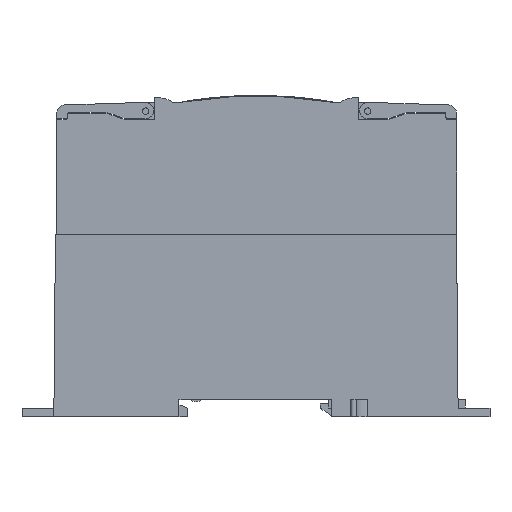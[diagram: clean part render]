
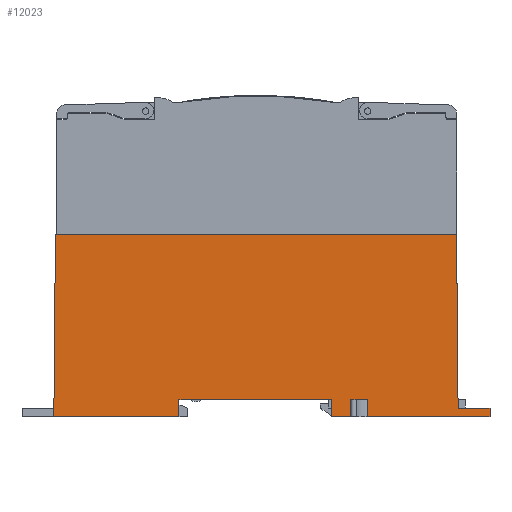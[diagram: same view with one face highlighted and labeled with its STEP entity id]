
A CAD part, left-side view. The second image highlights one B-rep face of the part: STEP entity #12023.
In plain terms, the highlighted planar face has unit normal (-1, 0, 0).
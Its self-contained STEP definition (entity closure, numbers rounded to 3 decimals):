
#147 = EDGE_CURVE ( 'NONE', #20207, #11215, #17363, .T. ) ;
#165 = VECTOR ( 'NONE', #3849, 1000. ) ;
#771 = DIRECTION ( 'NONE',  ( 0., 0., -1. ) ) ;
#1067 = EDGE_LOOP ( 'NONE', ( #26096, #1220, #18269, #40375, #47568, #45628, #46162, #9798, #19943, #51560, #19792, #38453, #4071, #19042 ) ) ;
#1220 = ORIENTED_EDGE ( 'NONE', *, *, #12545, .F. ) ;
#1257 = CARTESIAN_POINT ( 'NONE',  ( 0., 0., -38.8 ) ) ;
#1410 = VECTOR ( 'NONE', #31254, 1000. ) ;
#1892 = VERTEX_POINT ( 'NONE', #26686 ) ;
#2449 = CARTESIAN_POINT ( 'NONE',  ( 0., 0.357, 0. ) ) ;
#3532 = LINE ( 'NONE', #17220, #46893 ) ;
#3556 = VECTOR ( 'NONE', #29347, 1000. ) ;
#3849 = DIRECTION ( 'NONE',  ( 0., -1., 0. ) ) ;
#4071 = ORIENTED_EDGE ( 'NONE', *, *, #4291, .F. ) ;
#4291 = EDGE_CURVE ( 'NONE', #8093, #20207, #3532, .T. ) ;
#5649 = LINE ( 'NONE', #48400, #49016 ) ;
#7493 = CARTESIAN_POINT ( 'NONE',  ( 0., 65.6, -42.8 ) ) ;
#7840 = EDGE_CURVE ( 'NONE', #11215, #11214, #27338, .T. ) ;
#7848 = CARTESIAN_POINT ( 'NONE',  ( 0., 0., -40.9 ) ) ;
#8093 = VERTEX_POINT ( 'NONE', #35661 ) ;
#8261 = LINE ( 'NONE', #53441, #30562 ) ;
#9260 = CARTESIAN_POINT ( 'NONE',  ( 0., 21.3, -42.8 ) ) ;
#9741 = LINE ( 'NONE', #29146, #19607 ) ;
#9798 = ORIENTED_EDGE ( 'NONE', *, *, #35831, .F. ) ;
#10417 = LINE ( 'NONE', #49832, #53724 ) ;
#11214 = VERTEX_POINT ( 'NONE', #7493 ) ;
#11215 = VERTEX_POINT ( 'NONE', #20381 ) ;
#12023 = ADVANCED_FACE ( 'NONE', ( #27366 ), #45616, .T. ) ;
#12545 = EDGE_CURVE ( 'NONE', #25279, #19174, #8261, .T. ) ;
#12754 = VERTEX_POINT ( 'NONE', #30445 ) ;
#12823 = LINE ( 'NONE', #46999, #23965 ) ;
#13089 = VERTEX_POINT ( 'NONE', #46371 ) ;
#13508 = DIRECTION ( 'NONE',  ( 0., 0., 1. ) ) ;
#14400 = VERTEX_POINT ( 'NONE', #7848 ) ;
#14762 = CARTESIAN_POINT ( 'NONE',  ( 0., 25.2, -42.8 ) ) ;
#14928 = EDGE_CURVE ( 'NONE', #12754, #53191, #10417, .T. ) ;
#15545 = VECTOR ( 'NONE', #50622, 1000. ) ;
#15923 = DIRECTION ( 'NONE',  ( 0., 0., 1. ) ) ;
#16224 = VECTOR ( 'NONE', #771, 1000. ) ;
#16421 = CARTESIAN_POINT ( 'NONE',  ( 0., 0., -42.8 ) ) ;
#16888 = LINE ( 'NONE', #17273, #15545 ) ;
#17220 = CARTESIAN_POINT ( 'NONE',  ( 0., 29.7, -42.8 ) ) ;
#17273 = CARTESIAN_POINT ( 'NONE',  ( 0., 0., 0. ) ) ;
#17363 = LINE ( 'NONE', #1257, #27161 ) ;
#17624 = CARTESIAN_POINT ( 'NONE',  ( 0., 65.6, -42.8 ) ) ;
#18269 = ORIENTED_EDGE ( 'NONE', *, *, #51514, .F. ) ;
#19042 = ORIENTED_EDGE ( 'NONE', *, *, #36943, .T. ) ;
#19174 = VERTEX_POINT ( 'NONE', #44394 ) ;
#19588 = EDGE_CURVE ( 'NONE', #46781, #23013, #33312, .T. ) ;
#19607 = VECTOR ( 'NONE', #33365, 1000. ) ;
#19792 = ORIENTED_EDGE ( 'NONE', *, *, #7840, .F. ) ;
#19943 = ORIENTED_EDGE ( 'NONE', *, *, #14928, .F. ) ;
#19944 = CARTESIAN_POINT ( 'NONE',  ( 0., 21.3, -38.8 ) ) ;
#20207 = VERTEX_POINT ( 'NONE', #41879 ) ;
#20381 = CARTESIAN_POINT ( 'NONE',  ( 0., 65.6, -38.8 ) ) ;
#20704 = EDGE_CURVE ( 'NONE', #23013, #1892, #9741, .T. ) ;
#21850 = EDGE_CURVE ( 'NONE', #12754, #11214, #12823, .T. ) ;
#22589 = LINE ( 'NONE', #16421, #165 ) ;
#23013 = VERTEX_POINT ( 'NONE', #31061 ) ;
#23283 = DIRECTION ( 'NONE',  ( 0., 0.009, 1. ) ) ;
#23965 = VECTOR ( 'NONE', #46824, 1000. ) ;
#24766 = DIRECTION ( 'NONE',  ( 0., 0., 1. ) ) ;
#25279 = VERTEX_POINT ( 'NONE', #19944 ) ;
#26096 = ORIENTED_EDGE ( 'NONE', *, *, #43338, .F. ) ;
#26686 = CARTESIAN_POINT ( 'NONE',  ( 0., -7.5, -40.9 ) ) ;
#27161 = VECTOR ( 'NONE', #31679, 1000. ) ;
#27338 = LINE ( 'NONE', #17624, #16224 ) ;
#27366 = FACE_OUTER_BOUND ( 'NONE', #1067, .T. ) ;
#28338 = DIRECTION ( 'NONE',  ( 0., 1., 0. ) ) ;
#29146 = CARTESIAN_POINT ( 'NONE',  ( 0., -7.5, -42.8 ) ) ;
#29347 = DIRECTION ( 'NONE',  ( 0., 1., 0. ) ) ;
#29582 = EDGE_CURVE ( 'NONE', #14400, #48929, #5649, .T. ) ;
#30445 = CARTESIAN_POINT ( 'NONE',  ( 0., 95.017, -42.8 ) ) ;
#30562 = VECTOR ( 'NONE', #28338, 1000. ) ;
#31061 = CARTESIAN_POINT ( 'NONE',  ( 0., -7.5, -42.8 ) ) ;
#31254 = DIRECTION ( 'NONE',  ( 0., 0., -1. ) ) ;
#31679 = DIRECTION ( 'NONE',  ( 0., 1., 0. ) ) ;
#31729 = VECTOR ( 'NONE', #13508, 1000. ) ;
#32390 = DIRECTION ( 'NONE',  ( 0., -1., 0. ) ) ;
#33312 = LINE ( 'NONE', #44831, #54308 ) ;
#33365 = DIRECTION ( 'NONE',  ( 0., 0., 1. ) ) ;
#33556 = CARTESIAN_POINT ( 'NONE',  ( 0., -7.5, -40.9 ) ) ;
#35661 = CARTESIAN_POINT ( 'NONE',  ( 0., 29.7, -42.8 ) ) ;
#35831 = EDGE_CURVE ( 'NONE', #53191, #48929, #16888, .T. ) ;
#36943 = EDGE_CURVE ( 'NONE', #8093, #13089, #22589, .T. ) ;
#37108 = LINE ( 'NONE', #33556, #3556 ) ;
#37144 = CARTESIAN_POINT ( 'NONE',  ( 0., 94.643, 0. ) ) ;
#38453 = ORIENTED_EDGE ( 'NONE', *, *, #147, .F. ) ;
#40375 = ORIENTED_EDGE ( 'NONE', *, *, #19588, .T. ) ;
#41879 = CARTESIAN_POINT ( 'NONE',  ( 0., 29.7, -38.8 ) ) ;
#42899 = LINE ( 'NONE', #9260, #31729 ) ;
#43338 = EDGE_CURVE ( 'NONE', #19174, #13089, #44760, .T. ) ;
#43827 = CARTESIAN_POINT ( 'NONE',  ( 0., 21.3, -42.8 ) ) ;
#44394 = CARTESIAN_POINT ( 'NONE',  ( 0., 25.2, -38.8 ) ) ;
#44760 = LINE ( 'NONE', #14762, #1410 ) ;
#44831 = CARTESIAN_POINT ( 'NONE',  ( 0., 0., -42.8 ) ) ;
#45616 = PLANE ( 'NONE',  #49380 ) ;
#45628 = ORIENTED_EDGE ( 'NONE', *, *, #47104, .T. ) ;
#46162 = ORIENTED_EDGE ( 'NONE', *, *, #29582, .T. ) ;
#46371 = CARTESIAN_POINT ( 'NONE',  ( 0., 25.2, -42.8 ) ) ;
#46781 = VERTEX_POINT ( 'NONE', #43827 ) ;
#46824 = DIRECTION ( 'NONE',  ( 0., -1., 0. ) ) ;
#46893 = VECTOR ( 'NONE', #15923, 1000. ) ;
#46999 = CARTESIAN_POINT ( 'NONE',  ( 0., 0., -42.8 ) ) ;
#47104 = EDGE_CURVE ( 'NONE', #1892, #14400, #37108, .T. ) ;
#47568 = ORIENTED_EDGE ( 'NONE', *, *, #20704, .T. ) ;
#48400 = CARTESIAN_POINT ( 'NONE',  ( 0., -0.017, -42.8 ) ) ;
#48929 = VERTEX_POINT ( 'NONE', #2449 ) ;
#49016 = VECTOR ( 'NONE', #23283, 1000. ) ;
#49380 = AXIS2_PLACEMENT_3D ( 'NONE', #53323, #49868, #24766 ) ;
#49832 = CARTESIAN_POINT ( 'NONE',  ( 0., 95., -40.9 ) ) ;
#49868 = DIRECTION ( 'NONE',  ( -1., 0., 0. ) ) ;
#50622 = DIRECTION ( 'NONE',  ( 0., -1., 0. ) ) ;
#51514 = EDGE_CURVE ( 'NONE', #46781, #25279, #42899, .T. ) ;
#51560 = ORIENTED_EDGE ( 'NONE', *, *, #21850, .T. ) ;
#53191 = VERTEX_POINT ( 'NONE', #37144 ) ;
#53323 = CARTESIAN_POINT ( 'NONE',  ( 0., 0., -42.8 ) ) ;
#53441 = CARTESIAN_POINT ( 'NONE',  ( 0., 0., -38.8 ) ) ;
#53724 = VECTOR ( 'NONE', #54025, 1000. ) ;
#54025 = DIRECTION ( 'NONE',  ( 0., -0.009, 1. ) ) ;
#54308 = VECTOR ( 'NONE', #32390, 1000. ) ;
